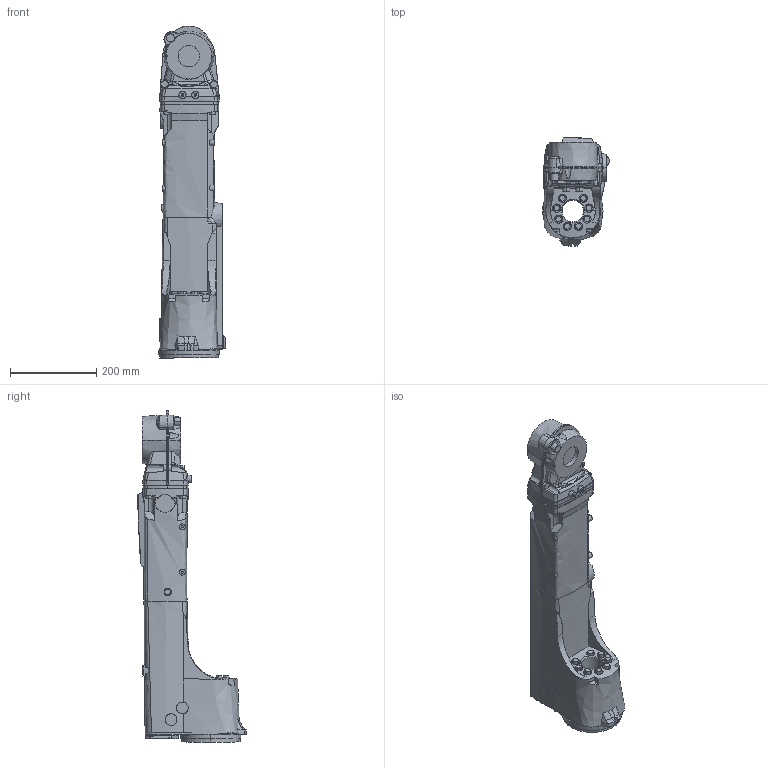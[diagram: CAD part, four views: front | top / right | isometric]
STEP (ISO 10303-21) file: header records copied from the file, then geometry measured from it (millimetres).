
FILE_DESCRIPTION (( 'STEP AP203' ), '1' );
FILE_NAME ('WMIRB2600ID_8kg-200_LINK4_CAD_rev02_Default_sldprt.STEP', '2023-05-22T09:02:36', ( '' ), ( '' ), 'SwSTEP 2.0', 'SolidWorks 2022', '' );
FILE_SCHEMA (( 'CONFIG_CONTROL_DESIGN' ));
Length unit declared in the file: millimetre
Products named in the file (1): WMIRB2600ID_8kg-200_LINK4_CAD_rev02_Default_sldprt
Bounding box: 154.6 x 250.79 x 770 mm (x, y, z)
Volume: 10551961.6 mm3; surface area: 455720.2 mm2
Topology: 1 solids, 1 shells, 574 faces, 1550 edges, 1023 vertices
Faces by surface type: plane 206, bspline 159, cylinder 139, cone 70
Entity records: 35717 total; most frequent: CARTESIAN_POINT 23562, ORIENTED_EDGE 3088, DIRECTION 1647, EDGE_CURVE 1544, VERTEX_POINT 1023, B_SPLINE_CURVE_WITH_KNOTS 793, EDGE_LOOP 627, AXIS2_PLACEMENT_3D 597
